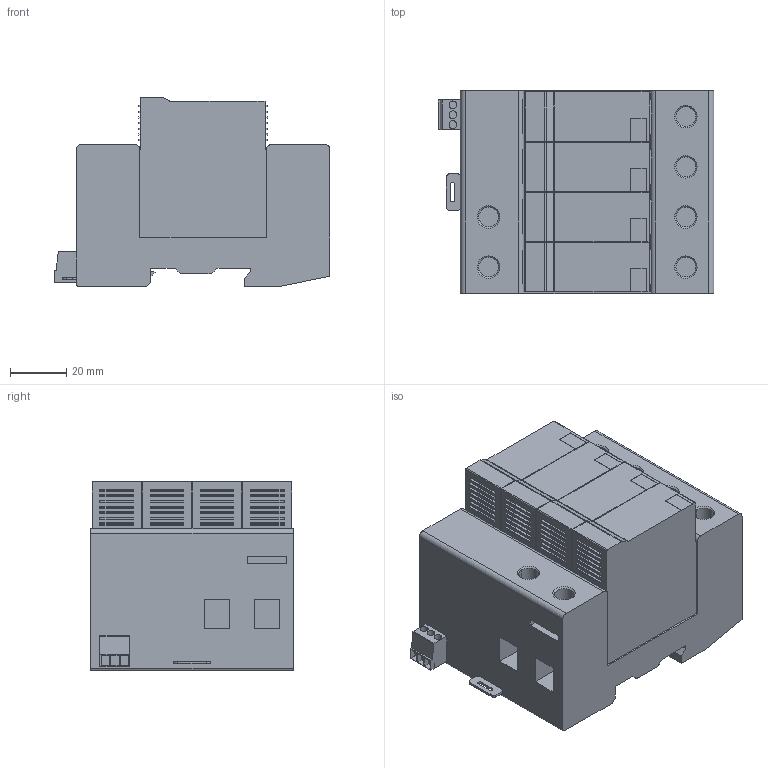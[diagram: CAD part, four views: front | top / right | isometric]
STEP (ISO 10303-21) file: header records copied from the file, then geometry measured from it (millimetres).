
FILE_DESCRIPTION(('Creo Elements/Direct Modeling STEP Export'),'2;1');
FILE_NAME('DS44VGS-XXX.stp','2014-01-28T 9:45:06',(''),(''),'Creo Elements/Direct Modeling STEP processor for AP214 (Solid Model)','Creo Elements/Direct Modeling 18.1A 09-Jun-2012 (C) Parametric Technology GmbH','');
FILE_SCHEMA(('AUTOMOTIVE_DESIGN { 1 0 10303 214 1 1 1 1 }'));
Length unit declared in the file: millimetre
Products named in the file (1): DS44VGS-XXX
Bounding box: 97.95 x 72 x 67.4 mm (x, y, z)
Volume: 346120 mm3; surface area: 46648.3 mm2
Topology: 1 solids, 1 shells, 511 faces, 1262 edges, 838 vertices
Faces by surface type: plane 450, cylinder 49, cone 12
Entity records: 14466 total; most frequent: ORIENTED_EDGE 2524, CARTESIAN_POINT 2514, DIRECTION 2244, EDGE_CURVE 1262, VECTOR 1108, LINE 1108, VERTEX_POINT 838, EDGE_LOOP 598
